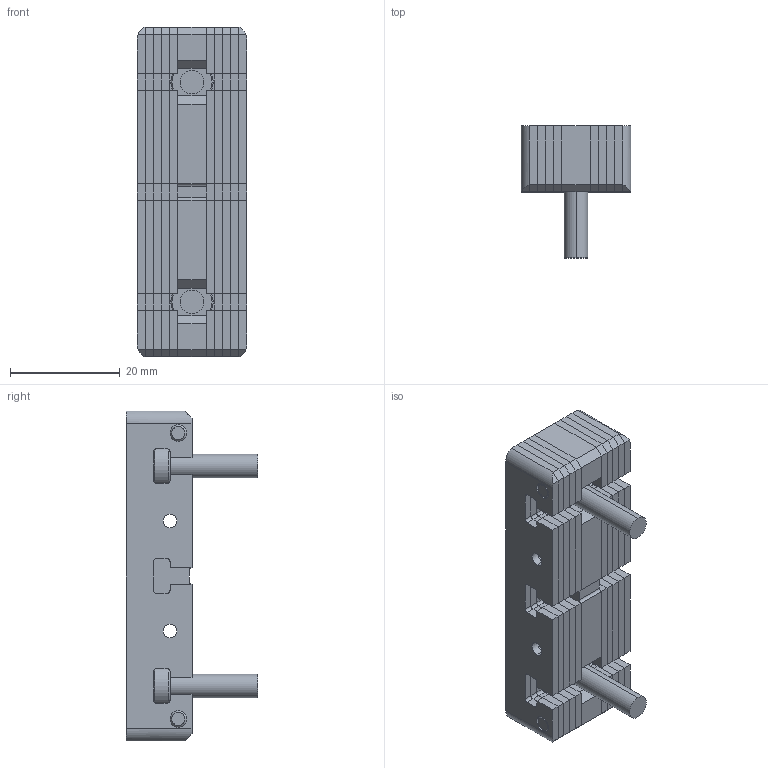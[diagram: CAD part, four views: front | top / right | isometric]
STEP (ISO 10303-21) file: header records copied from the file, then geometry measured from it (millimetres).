
FILE_DESCRIPTION (( 'STEP AP203' ), '1' );
FILE_NAME ('8f49.STEP', '2024-11-04T15:24:09', ( '' ), ( '' ), 'SwSTEP 2.0', 'SolidWorks 2019', '' );
FILE_SCHEMA (( 'CONFIG_CONTROL_DESIGN' ));
Length unit declared in the file: millimetre
Products named in the file (6): 8f49; Pin_60 b62bbcd5cd59f340ede6e212f320a81e; Bolt_60 b62bbcd5cd59f340ede6e212f320a81e; Lamela_60 b62bbcd5cd59f340ede6e212f320a81e; Lamellar_Gas_Vent_ISGL60 b62bbcd5cd59f340ede6e212f320a81e; Lamela_60_R b62bbcd5cd59f340ede6e212f320a81e
Assembly tree (13 placements, depth 2):
  8f49
    Lamellar_Gas_Vent_ISGL60 b62bbcd5cd59f340ede6e212f320a81e
    Lamela_60 b62bbcd5cd59f340ede6e212f320a81e  x6
    Lamela_60_R b62bbcd5cd59f340ede6e212f320a81e  x2
    Bolt_60 b62bbcd5cd59f340ede6e212f320a81e  x2
    Pin_60 b62bbcd5cd59f340ede6e212f320a81e  x2
Bounding box: 20 x 24 x 60 mm (x, y, z)
Volume: 12945.4 mm3; surface area: 18955.3 mm2
Topology: 15 solids, 15 shells, 600 faces, 1688 edges, 1120 vertices
Faces by surface type: plane 352, cylinder 232, cone 16
Entity records: 7920 total; most frequent: DIRECTION 1244, CARTESIAN_POINT 1243, ORIENTED_EDGE 1208, EDGE_CURVE 604, LINE 426, VECTOR 426, AXIS2_PLACEMENT_3D 409, VERTEX_POINT 400
